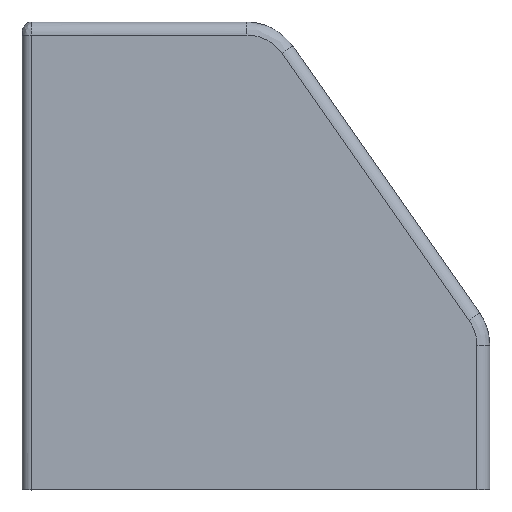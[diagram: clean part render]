
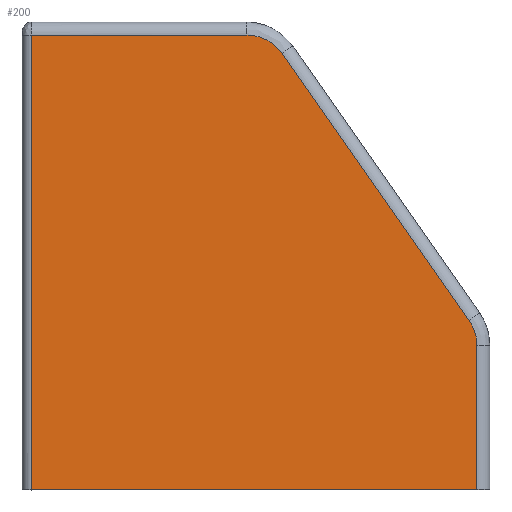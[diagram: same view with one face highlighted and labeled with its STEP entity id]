
A CAD part, top view. The second image highlights one B-rep face of the part: STEP entity #200.
In plain terms, the highlighted planar face has unit normal (0.018, 0, 1).
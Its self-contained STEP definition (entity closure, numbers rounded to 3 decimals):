
#38 = CARTESIAN_POINT ( 'NONE',  ( 8.348, 23.599, 9.261 ) ) ;
#90 = CARTESIAN_POINT ( 'NONE',  ( 18.578, 9.038, 9.083 ) ) ;
#200 = ADVANCED_FACE ( 'NONE', ( #5716 ), #1298, .T. ) ;
#433 = VECTOR ( 'NONE', #5778, 1000. ) ;
#447 = ORIENTED_EDGE ( 'NONE', *, *, #2385, .T. ) ;
#469 = CARTESIAN_POINT ( 'NONE',  ( 8.252, 23.693, 9.263 ) ) ;
#490 = DIRECTION ( 'NONE',  ( 1., 0., -0.017 ) ) ;
#494 = CARTESIAN_POINT ( 'NONE',  ( 18.994, 7.719, 9.076 ) ) ;
#616 = CARTESIAN_POINT ( 'NONE',  ( 18.994, 0., 9.076 ) ) ;
#666 = AXIS2_PLACEMENT_3D ( 'NONE', #2401, #6134, #490 ) ;
#707 = VERTEX_POINT ( 'NONE', #3398 ) ;
#740 = CARTESIAN_POINT ( 'NONE',  ( -4.809, 0., 9.491 ) ) ;
#828 = EDGE_CURVE ( 'NONE', #707, #5889, #4621, .T. ) ;
#890 = LINE ( 'NONE', #4250, #4499 ) ;
#998 = CARTESIAN_POINT ( 'NONE',  ( 8.284, 23.663, 9.263 ) ) ;
#1076 = DIRECTION ( 'NONE',  ( 0., 1., 0. ) ) ;
#1140 = VERTEX_POINT ( 'NONE', #4610 ) ;
#1298 = PLANE ( 'NONE',  #666 ) ;
#1323 = B_SPLINE_CURVE_WITH_KNOTS ( 'NONE', 3,
 ( #1411, #3427, #1479, #3399, #5291, #2988 ),
 .UNSPECIFIED., .F., .F.,
 ( 4, 2, 4 ),
 ( 0., 0.5, 1. ),
 .UNSPECIFIED. ) ;
#1411 = CARTESIAN_POINT ( 'NONE',  ( 18.994, 7.719, 9.076 ) ) ;
#1479 = CARTESIAN_POINT ( 'NONE',  ( 18.958, 8.185, 9.076 ) ) ;
#1502 = CARTESIAN_POINT ( 'NONE',  ( 6.876, 24.3, 9.287 ) ) ;
#1631 = EDGE_CURVE ( 'NONE', #3709, #707, #890, .T. ) ;
#1804 = LINE ( 'NONE', #6049, #2230 ) ;
#1852 = CARTESIAN_POINT ( 'NONE',  ( 7.277, 24.225, 9.28 ) ) ;
#2230 = VECTOR ( 'NONE', #4167, 1000. ) ;
#2385 = EDGE_CURVE ( 'NONE', #1140, #5521, #5359, .T. ) ;
#2401 = CARTESIAN_POINT ( 'NONE',  ( -5.318, 0., 9.5 ) ) ;
#2450 = CARTESIAN_POINT ( 'NONE',  ( 8.578, 23.319, 9.257 ) ) ;
#2625 = ORIENTED_EDGE ( 'NONE', *, *, #4617, .T. ) ;
#2653 = DIRECTION ( 'NONE',  ( 0., -1., 0. ) ) ;
#2914 = B_SPLINE_CURVE_WITH_KNOTS ( 'NONE', 3,
 ( #2450, #2947, #4356, #38, #998, #469, #4294, #3417, #4863, #3821, #6173, #5728, #1852, #5694, #1502, #3789 ),
 .UNSPECIFIED., .F., .F.,
 ( 4, 1, 2, 2, 2, 1, 2, 2, 4 ),
 ( 0., 0.125, 0.188, 0.25, 0.5, 0.625, 0.688, 0.75, 1. ),
 .UNSPECIFIED. ) ;
#2947 = CARTESIAN_POINT ( 'NONE',  ( 8.526, 23.394, 9.258 ) ) ;
#2988 = CARTESIAN_POINT ( 'NONE',  ( 18.578, 9.038, 9.083 ) ) ;
#3051 = ORIENTED_EDGE ( 'NONE', *, *, #5761, .T. ) ;
#3267 = ORIENTED_EDGE ( 'NONE', *, *, #1631, .T. ) ;
#3398 = CARTESIAN_POINT ( 'NONE',  ( -4.814, 24.3, 9.491 ) ) ;
#3399 = CARTESIAN_POINT ( 'NONE',  ( 18.817, 8.635, 9.079 ) ) ;
#3417 = CARTESIAN_POINT ( 'NONE',  ( 7.922, 23.954, 9.269 ) ) ;
#3420 = EDGE_LOOP ( 'NONE', ( #3051, #4967, #3267, #5526, #4257, #447, #2625 ) ) ;
#3427 = CARTESIAN_POINT ( 'NONE',  ( 18.994, 7.954, 9.076 ) ) ;
#3459 = VECTOR ( 'NONE', #1076, 1000. ) ;
#3709 = VERTEX_POINT ( 'NONE', #5328 ) ;
#3725 = VERTEX_POINT ( 'NONE', #5289 ) ;
#3769 = DIRECTION ( 'NONE',  ( -1., 0., 0.017 ) ) ;
#3789 = CARTESIAN_POINT ( 'NONE',  ( 6.694, 24.3, 9.29 ) ) ;
#3821 = CARTESIAN_POINT ( 'NONE',  ( 7.545, 24.14, 9.275 ) ) ;
#3939 = EDGE_CURVE ( 'NONE', #3725, #3709, #2914, .T. ) ;
#3970 = VECTOR ( 'NONE', #2653, 1000. ) ;
#4098 = CARTESIAN_POINT ( 'NONE',  ( 18.578, 9.038, 9.083 ) ) ;
#4167 = DIRECTION ( 'NONE',  ( 1., 0., -0.017 ) ) ;
#4250 = CARTESIAN_POINT ( 'NONE',  ( -5.318, 24.3, 9.5 ) ) ;
#4257 = ORIENTED_EDGE ( 'NONE', *, *, #5613, .T. ) ;
#4294 = CARTESIAN_POINT ( 'NONE',  ( 8.076, 23.848, 9.266 ) ) ;
#4356 = CARTESIAN_POINT ( 'NONE',  ( 8.442, 23.5, 9.26 ) ) ;
#4499 = VECTOR ( 'NONE', #3769, 1000. ) ;
#4610 = CARTESIAN_POINT ( 'NONE',  ( 18.994, 0., 9.076 ) ) ;
#4617 = EDGE_CURVE ( 'NONE', #5521, #5385, #1323, .T. ) ;
#4621 = LINE ( 'NONE', #740, #3970 ) ;
#4863 = CARTESIAN_POINT ( 'NONE',  ( 7.673, 24.083, 9.273 ) ) ;
#4967 = ORIENTED_EDGE ( 'NONE', *, *, #3939, .T. ) ;
#4968 = CARTESIAN_POINT ( 'NONE',  ( -4.809, 0., 9.491 ) ) ;
#5289 = CARTESIAN_POINT ( 'NONE',  ( 8.578, 23.319, 9.257 ) ) ;
#5291 = CARTESIAN_POINT ( 'NONE',  ( 18.714, 8.844, 9.081 ) ) ;
#5328 = CARTESIAN_POINT ( 'NONE',  ( 6.694, 24.3, 9.29 ) ) ;
#5359 = LINE ( 'NONE', #616, #3459 ) ;
#5385 = VERTEX_POINT ( 'NONE', #4098 ) ;
#5521 = VERTEX_POINT ( 'NONE', #494 ) ;
#5526 = ORIENTED_EDGE ( 'NONE', *, *, #828, .T. ) ;
#5613 = EDGE_CURVE ( 'NONE', #5889, #1140, #1804, .T. ) ;
#5694 = CARTESIAN_POINT ( 'NONE',  ( 7.056, 24.279, 9.284 ) ) ;
#5716 = FACE_OUTER_BOUND ( 'NONE', #3420, .T. ) ;
#5728 = CARTESIAN_POINT ( 'NONE',  ( 7.324, 24.213, 9.279 ) ) ;
#5747 = LINE ( 'NONE', #90, #433 ) ;
#5761 = EDGE_CURVE ( 'NONE', #5385, #3725, #5747, .T. ) ;
#5778 = DIRECTION ( 'NONE',  ( -0.574, 0.819, 0.01 ) ) ;
#5889 = VERTEX_POINT ( 'NONE', #4968 ) ;
#6049 = CARTESIAN_POINT ( 'NONE',  ( -4.809, 0., 9.491 ) ) ;
#6134 = DIRECTION ( 'NONE',  ( 0.017, 0., 1. ) ) ;
#6173 = CARTESIAN_POINT ( 'NONE',  ( 7.413, 24.185, 9.278 ) ) ;
